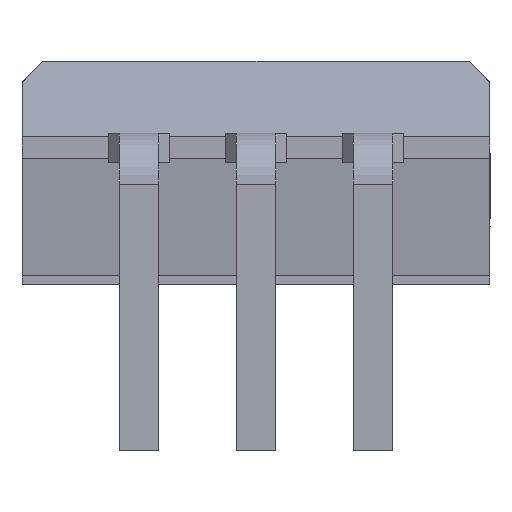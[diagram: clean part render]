
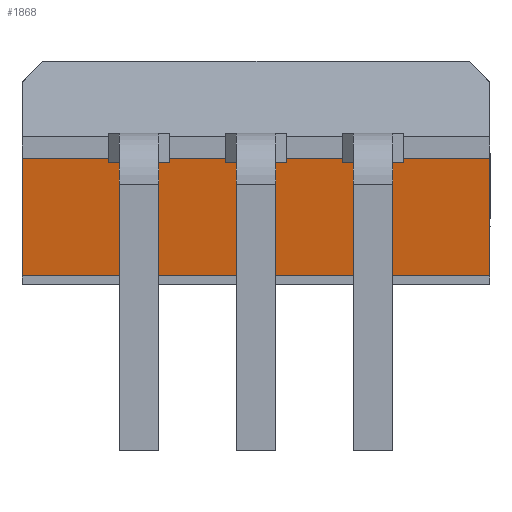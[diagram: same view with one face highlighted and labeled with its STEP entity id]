
A CAD part, front view. The second image highlights one B-rep face of the part: STEP entity #1868.
In plain terms, the highlighted planar face has unit normal (0, -0.991, -0.136).
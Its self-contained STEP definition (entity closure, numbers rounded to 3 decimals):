
#1568=CARTESIAN_POINT('',(5.08,4.43,2.75));
#1569=VERTEX_POINT('',#1568);
#1576=CARTESIAN_POINT('',(5.08,4.78,0.194));
#1577=VERTEX_POINT('',#1576);
#1578=CARTESIAN_POINT('',(5.08,4.43,2.75));
#1579=DIRECTION('',(0.0,0.136,-0.991));
#1580=VECTOR('',#1579,2.58);
#1581=LINE('',#1578,#1580);
#1582=EDGE_CURVE('',#1569,#1577,#1581,.T.);
#1677=CARTESIAN_POINT('',(-5.08,4.43,2.75));
#1678=VERTEX_POINT('',#1677);
#1758=CARTESIAN_POINT('',(-5.08,4.78,0.194));
#1759=VERTEX_POINT('',#1758);
#1766=CARTESIAN_POINT('',(-5.08,4.43,2.75));
#1767=DIRECTION('',(0.0,0.136,-0.991));
#1768=VECTOR('',#1767,2.58);
#1769=LINE('',#1766,#1768);
#1770=EDGE_CURVE('',#1759,#1678,#1769,.F.);
#1842=CARTESIAN_POINT('',(-5.08,4.78,0.194));
#1843=DIRECTION('',(1.0,0.0,0.0));
#1844=VECTOR('',#1843,10.16);
#1845=LINE('',#1842,#1844);
#1846=EDGE_CURVE('',#1759,#1577,#1845,.T.);
#1852=CARTESIAN_POINT('',(-5.588,4.797,0.066));
#1853=DIRECTION('',(0.,0.991,0.136));
#1854=DIRECTION('',(0.,-0.136,0.991));
#1855=AXIS2_PLACEMENT_3D('',#1852,#1853,#1854);
#1856=PLANE('',#1855);
#1857=ORIENTED_EDGE('',*,*,#1846,.T.);
#1858=ORIENTED_EDGE('',*,*,#1582,.F.);
#1859=CARTESIAN_POINT('',(-5.08,4.43,2.75));
#1860=DIRECTION('',(1.0,0.0,0.0));
#1861=VECTOR('',#1860,10.16);
#1862=LINE('',#1859,#1861);
#1863=EDGE_CURVE('',#1678,#1569,#1862,.T.);
#1864=ORIENTED_EDGE('',*,*,#1863,.F.);
#1865=ORIENTED_EDGE('',*,*,#1770,.F.);
#1866=EDGE_LOOP('',(#1857,#1858,#1864,#1865));
#1867=FACE_OUTER_BOUND('',#1866,.T.);
#1868=ADVANCED_FACE('',(#1867),#1856,.F.);
